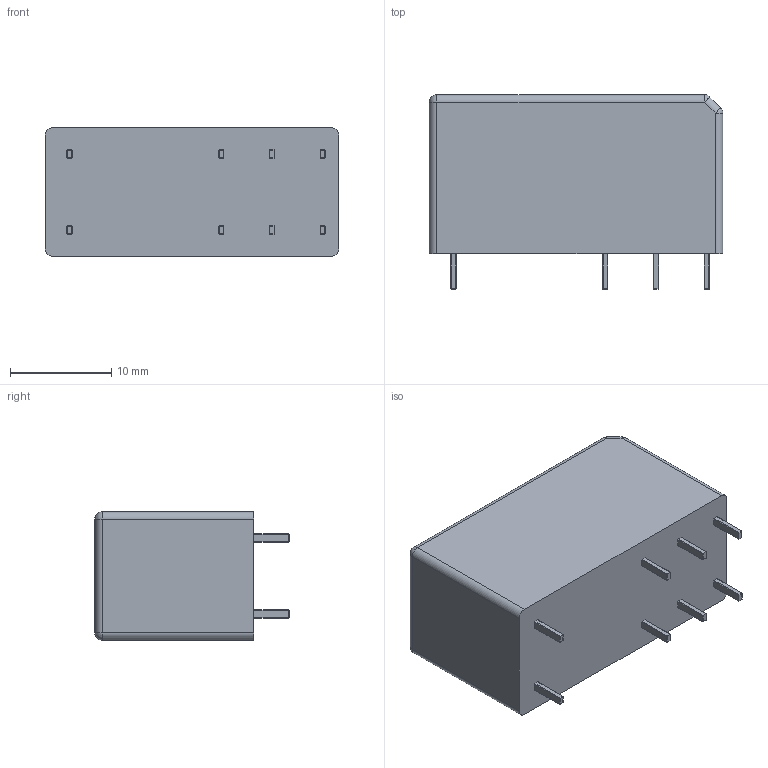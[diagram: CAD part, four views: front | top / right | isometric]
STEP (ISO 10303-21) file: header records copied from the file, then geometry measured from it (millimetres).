
FILE_DESCRIPTION (( 'STEP AP214' ), '1' );
FILE_NAME ('G2RL-2.STEP', '2020-07-13T18:21:51', ( '' ), ( '' ), 'SwSTEP 2.0', 'SolidWorks 2018', '' );
FILE_SCHEMA (( 'AUTOMOTIVE_DESIGN' ));
Length unit declared in the file: millimetre
Products named in the file (1): G2RL-2
Bounding box: 29 x 19.2 x 12.7 mm (x, y, z)
Volume: 5763.2 mm3; surface area: 2058.5 mm2
Topology: 1 solids, 1 shells, 160 faces, 372 edges, 186 vertices
Faces by surface type: cylinder 75, plane 47, sphere 38
Entity records: 5972 total; most frequent: DIRECTION 808, CARTESIAN_POINT 683, ORIENTED_EDGE 672, EDGE_CURVE 336, AXIS2_PLACEMENT_3D 311, VERTEX_POINT 186, VECTOR 186, LINE 186
